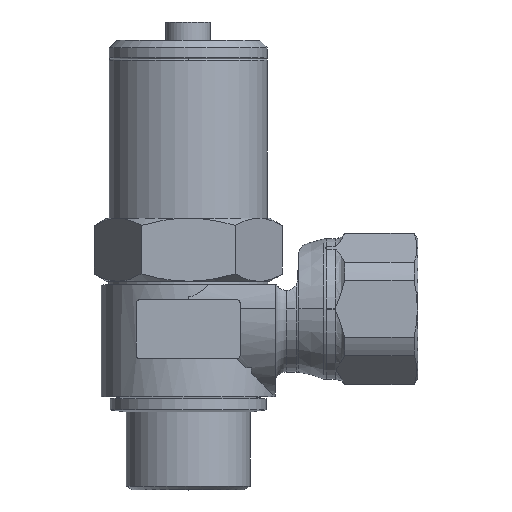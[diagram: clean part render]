
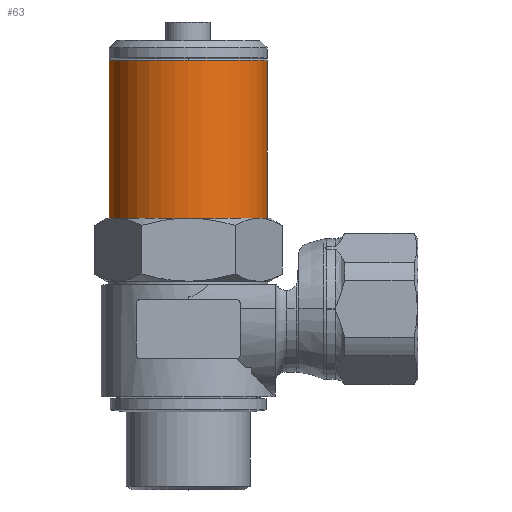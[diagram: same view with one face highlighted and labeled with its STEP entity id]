
A CAD part, top view. The second image highlights one B-rep face of the part: STEP entity #63.
In plain terms, the highlighted cylindrical face has radius 10.65 mm (diameter 21.3 mm), a partial arc.
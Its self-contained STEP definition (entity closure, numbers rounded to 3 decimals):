
#63=ADVANCED_FACE('',(#225),#226,.T.);
#225=FACE_OUTER_BOUND('',#522,.T.);
#226=CYLINDRICAL_SURFACE('',#523,10.65);
#522=EDGE_LOOP('',(#931,#932,#933,#934,#935));
#523=AXIS2_PLACEMENT_3D('',#936,#937,#938);
#931=ORIENTED_EDGE('',*,*,#2048,.F.);
#932=ORIENTED_EDGE('',*,*,#2049,.T.);
#933=ORIENTED_EDGE('',*,*,#2050,.F.);
#934=ORIENTED_EDGE('',*,*,#2044,.F.);
#935=ORIENTED_EDGE('',*,*,#2051,.F.);
#936=CARTESIAN_POINT('',(0.0,43.05,0.0));
#937=DIRECTION('',(0.0,1.0,0.0));
#938=DIRECTION('',(-1.0,0.0,0.0));
#2044=EDGE_CURVE('',#2485,#2486,#2487,.T.);
#2048=EDGE_CURVE('',#2492,#2493,#2494,.T.);
#2049=EDGE_CURVE('',#2492,#2495,#2496,.T.);
#2050=EDGE_CURVE('',#2486,#2495,#2497,.T.);
#2051=EDGE_CURVE('',#2493,#2485,#2498,.T.);
#2485=VERTEX_POINT('',#3546);
#2486=VERTEX_POINT('',#3547);
#2487=CIRCLE('',#3548,10.65);
#2492=VERTEX_POINT('',#3553);
#2493=VERTEX_POINT('',#3554);
#2494=LINE('',#3555,#3556);
#2495=VERTEX_POINT('',#3557);
#2496=CIRCLE('',#3558,10.65);
#2497=LINE('',#3559,#3560);
#2498=CIRCLE('',#3561,10.65);
#3546=CARTESIAN_POINT('',(0.,57.95,10.65));
#3547=CARTESIAN_POINT('',(10.65,57.95,0.));
#3548=AXIS2_PLACEMENT_3D('',#5360,#5361,#5362);
#3553=CARTESIAN_POINT('',(-10.65,36.65,0.));
#3554=CARTESIAN_POINT('',(-10.65,57.95,0.0));
#3555=CARTESIAN_POINT('',(-10.65,43.05,0.));
#3556=VECTOR('',#5372,1.0);
#3557=CARTESIAN_POINT('',(10.65,36.65,0.));
#3558=AXIS2_PLACEMENT_3D('',#5373,#5374,#5375);
#3559=CARTESIAN_POINT('',(10.65,43.05,0.));
#3560=VECTOR('',#5376,1.0);
#3561=AXIS2_PLACEMENT_3D('',#5377,#5378,#5379);
#5360=CARTESIAN_POINT('',(0.0,57.95,0.0));
#5361=DIRECTION('',(0.0,1.0,0.0));
#5362=DIRECTION('',(-1.0,0.0,0.0));
#5372=DIRECTION('',(0.0,1.0,0.0));
#5373=CARTESIAN_POINT('',(0.0,36.65,0.0));
#5374=DIRECTION('',(0.0,1.0,0.0));
#5375=DIRECTION('',(-1.0,0.0,0.0));
#5376=DIRECTION('',(-0.0,-1.0,-0.0));
#5377=CARTESIAN_POINT('',(0.0,57.95,0.0));
#5378=DIRECTION('',(0.0,1.0,0.0));
#5379=DIRECTION('',(-1.0,0.0,0.0));
